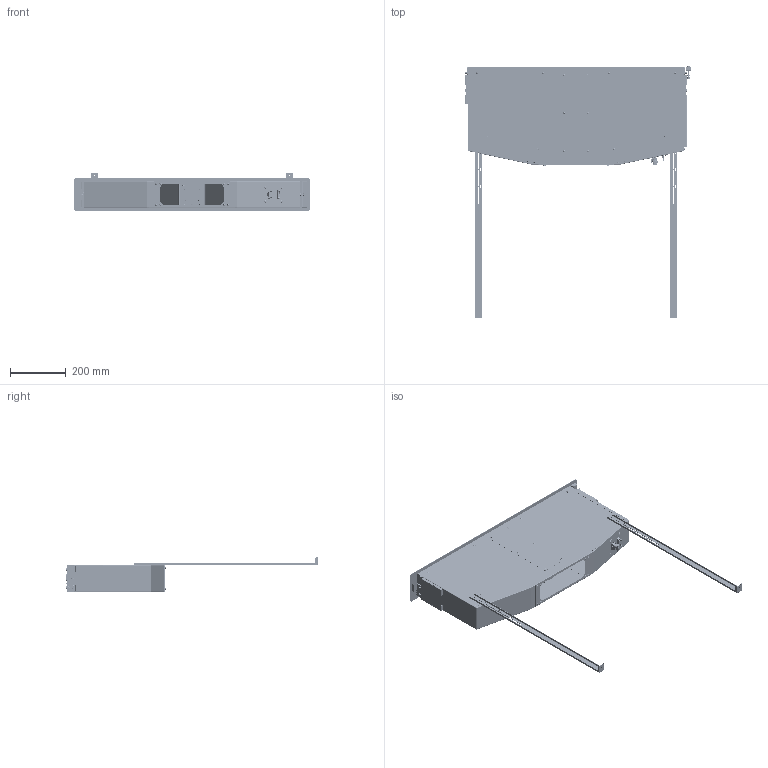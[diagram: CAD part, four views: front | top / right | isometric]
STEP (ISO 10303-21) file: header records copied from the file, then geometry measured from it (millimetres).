
FILE_DESCRIPTION (( 'STEP AP214' ), '1' );
FILE_NAME ('_Sdd16_2016-03-14 PARTE-.STEP', '2017-05-29T11:55:49', ( 'sirius' ), ( '' ), 'SwSTEP 2.0', 'SolidWorks 2016', '' );
FILE_SCHEMA (( 'AUTOMOTIVE_DESIGN' ));
Length unit declared in the file: millimetre
Products named in the file (1): _Sdd16_2016-03-14 PARTE-
Bounding box: 845 x 902.3 x 138.1 mm (x, y, z)
Volume: 2871181.5 mm3; surface area: 2791742.6 mm2
Topology: 153 solids, 153 shells, 9134 faces, 22639 edges, 13791 vertices
Faces by surface type: plane 3289, cylinder 3114, bspline 1112, torus 969, cone 458, sphere 192
Entity records: 426728 total; most frequent: CARTESIAN_POINT 114264, ORIENTED_EDGE 44598, DIRECTION 43213, EDGE_CURVE 22299, AXIS2_PLACEMENT_3D 16406, VERTEX_POINT 13791, VECTOR 10401, LINE 10401
